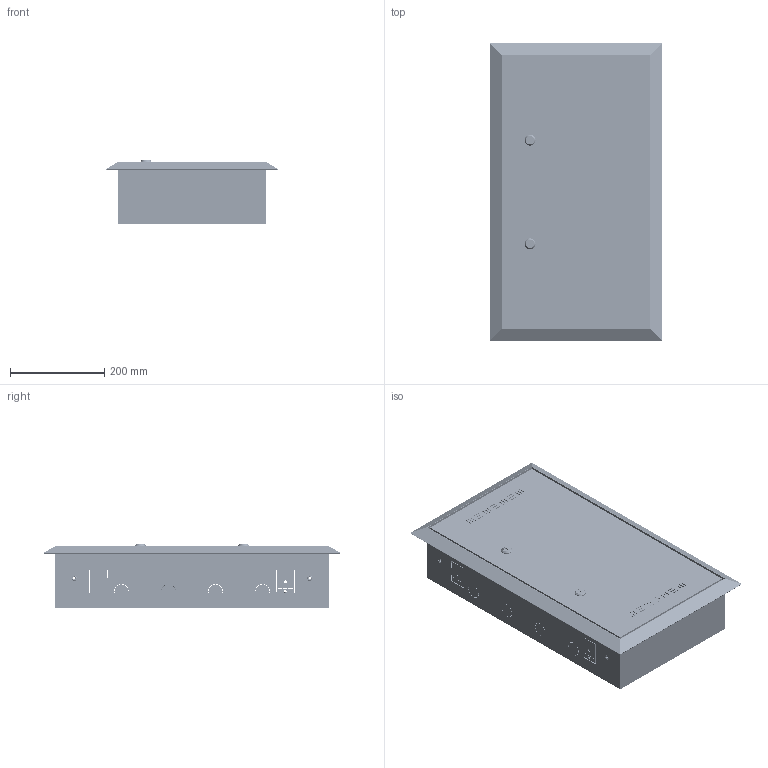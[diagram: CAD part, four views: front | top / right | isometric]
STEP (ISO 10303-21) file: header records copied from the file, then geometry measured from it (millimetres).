
FILE_DESCRIPTION (( 'STEP AP214' ), '1' );
FILE_NAME ('TI5-51-V-036-30 TITAN 5 Êîðïóñ ìóëüòèìåäèà ÙÐâ-36 (1õ36) áåëûé IEK.STEP', '2024-12-06T13:10:30', ( '' ), ( '' ), 'SwSTEP 2.0', 'SolidWorks 2022', '' );
FILE_SCHEMA (( 'AUTOMOTIVE_DESIGN' ));
Length unit declared in the file: millimetre
Products named in the file (1): TI5-51-V-036-30 TITAN 5 Корпус мультимедиа ЩРв-36 (1х36) белый IEK
Bounding box: 365.36 x 630.7 x 134.7 mm (x, y, z)
Volume: 1220665.9 mm3; surface area: 2197575.7 mm2
Topology: 39 solids, 45 shells, 8828 faces, 24464 edges, 15903 vertices
Faces by surface type: plane 3804, cylinder 3680, cone 528, bspline 480, torus 283, sphere 53
Entity records: 428330 total; most frequent: CARTESIAN_POINT 98862, ORIENTED_EDGE 48888, DIRECTION 47152, EDGE_CURVE 24444, AXIS2_PLACEMENT_3D 16982, VERTEX_POINT 15903, LINE 13188, VECTOR 13188
